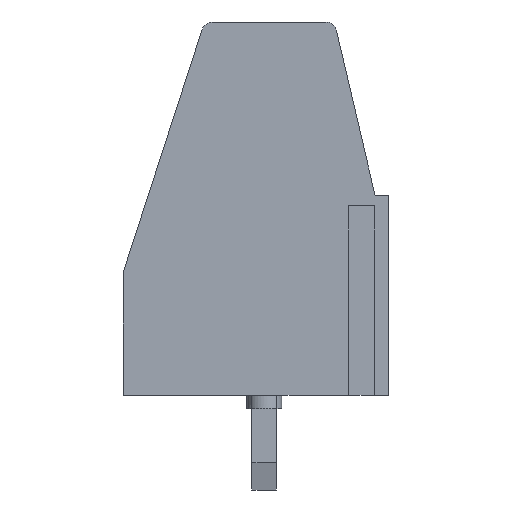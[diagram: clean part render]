
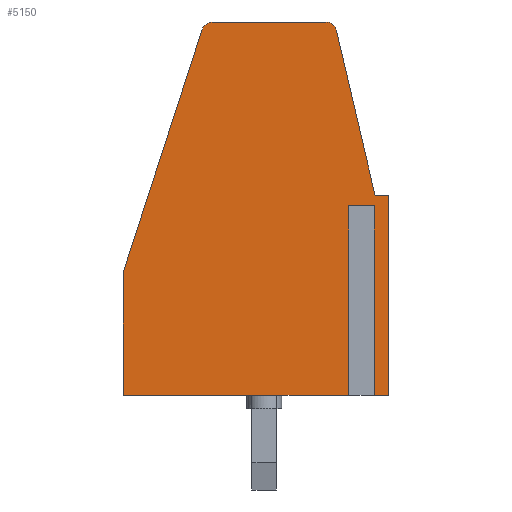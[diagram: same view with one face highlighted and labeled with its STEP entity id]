
A CAD part, left-side view. The second image highlights one B-rep face of the part: STEP entity #5150.
In plain terms, the highlighted face is planar.
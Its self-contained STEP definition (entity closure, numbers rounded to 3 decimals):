
#800=CARTESIAN_POINT('',(-53.73,39.429,-7.5));
#810=VERTEX_POINT('',#800);
#840=CARTESIAN_POINT('',(0.,39.429,-7.5));
#850=DIRECTION('',(1.,0.,0.));
#860=VECTOR('',#850,1.);
#870=LINE('',#840,#860);
#880=CARTESIAN_POINT('',(-62.26,39.429,-7.5));
#890=VERTEX_POINT('',#880);
#900=EDGE_CURVE('',#890,#810,#870,.T.);
#1440=CARTESIAN_POINT('',(-62.799,39.429,-7.5));
#1450=VERTEX_POINT('',#1440);
#1480=CARTESIAN_POINT('',(-63.53,39.429,-7.5));
#1490=VERTEX_POINT('',#1480);
#1500=EDGE_CURVE('',#1490,#1450,#870,.T.);
#4200=CARTESIAN_POINT('',(0.,0.,-7.5));
#4210=DIRECTION('',(0.,0.,1.));
#4220=DIRECTION('',(1.,0.,0.));
#4230=AXIS2_PLACEMENT_3D('',#4200,#4210,#4220);
#4240=PLANE('',#4230);
#4250=CARTESIAN_POINT('',(0.,53.229,-7.5));
#4260=DIRECTION('',(1.,0.,0.));
#4270=VECTOR('',#4260,1.);
#4280=LINE('',#4250,#4270);
#4290=CARTESIAN_POINT('',(-61.212,53.229,-7.5));
#4300=VERTEX_POINT('',#4290);
#4310=CARTESIAN_POINT('',(-57.02,53.229,-7.5));
#4320=VERTEX_POINT('',#4310);
#4330=EDGE_CURVE('',#4300,#4320,#4280,.T.);
#4340=ORIENTED_EDGE('',*,*,#4330,.T.);
#4350=CARTESIAN_POINT('',(-61.212,52.829,-7.5));
#4360=DIRECTION('',(0.,0.,1.));
#4370=DIRECTION('',(1.,0.,0.));
#4380=AXIS2_PLACEMENT_3D('',#4350,#4360,#4370);
#4390=CIRCLE('',#4380,0.4);
#4400=CARTESIAN_POINT('',(-61.602,52.92,-7.5));
#4410=VERTEX_POINT('',#4400);
#4420=EDGE_CURVE('',#4300,#4410,#4390,.T.);
#4430=ORIENTED_EDGE('',*,*,#4420,.F.);
#4440=CARTESIAN_POINT('',(-74.005,0.,-7.5));
#4450=DIRECTION('',(0.228,0.974,0.));
#4460=VECTOR('',#4450,1.);
#4470=LINE('',#4440,#4460);
#4480=CARTESIAN_POINT('',(-63.03,46.829,-7.5));
#4490=VERTEX_POINT('',#4480);
#4500=EDGE_CURVE('',#4490,#4410,#4470,.T.);
#4510=ORIENTED_EDGE('',*,*,#4500,.T.);
#4520=CARTESIAN_POINT('',(0.,46.829,-7.5));
#4530=DIRECTION('',(-1.,0.,0.));
#4540=VECTOR('',#4530,1.);
#4550=LINE('',#4520,#4540);
#4560=CARTESIAN_POINT('',(-63.53,46.829,-7.5));
#4570=VERTEX_POINT('',#4560);
#4580=EDGE_CURVE('',#4490,#4570,#4550,.T.);
#4590=ORIENTED_EDGE('',*,*,#4580,.F.);
#4600=CARTESIAN_POINT('',(-63.53,0.,-7.5));
#4610=DIRECTION('',(0.,-1.,0.));
#4620=VECTOR('',#4610,1.);
#4630=LINE('',#4600,#4620);
#4640=EDGE_CURVE('',#4570,#1490,#4630,.T.);
#4650=ORIENTED_EDGE('',*,*,#4640,.F.);
#4660=ORIENTED_EDGE('',*,*,#1500,.F.);
#4670=CARTESIAN_POINT('',(-62.799,0.,-7.5));
#4680=DIRECTION('',(0.,1.,0.));
#4690=VECTOR('',#4680,1.);
#4700=LINE('',#4670,#4690);
#4710=CARTESIAN_POINT('',(-62.799,46.429,-7.5));
#4720=VERTEX_POINT('',#4710);
#4730=EDGE_CURVE('',#1450,#4720,#4700,.T.);
#4740=ORIENTED_EDGE('',*,*,#4730,.F.);
#4750=CARTESIAN_POINT('',(0.,46.429,-7.5));
#4760=DIRECTION('',(-1.,0.,0.));
#4770=VECTOR('',#4760,1.);
#4780=LINE('',#4750,#4770);
#4790=CARTESIAN_POINT('',(-62.26,46.429,-7.5));
#4800=VERTEX_POINT('',#4790);
#4810=EDGE_CURVE('',#4800,#4720,#4780,.T.);
#4820=ORIENTED_EDGE('',*,*,#4810,.T.);
#4830=CARTESIAN_POINT('',(-62.26,0.,-7.5));
#4840=DIRECTION('',(0.,-1.,0.));
#4850=VECTOR('',#4840,1.);
#4860=LINE('',#4830,#4850);
#4870=EDGE_CURVE('',#4800,#890,#4860,.T.);
#4880=ORIENTED_EDGE('',*,*,#4870,.F.);
#4890=ORIENTED_EDGE('',*,*,#900,.F.);
#4900=CARTESIAN_POINT('',(-53.73,0.,-7.5));
#4910=DIRECTION('',(0.,-1.,0.));
#4920=VECTOR('',#4910,1.);
#4930=LINE('',#4900,#4920);
#4940=CARTESIAN_POINT('',(-53.73,43.996,-7.5));
#4950=VERTEX_POINT('',#4940);
#4960=EDGE_CURVE('',#4950,#810,#4930,.T.);
#4970=ORIENTED_EDGE('',*,*,#4960,.T.);
#4980=CARTESIAN_POINT('',(-39.434,0.,-7.5));
#4990=DIRECTION('',(0.309,-0.951,0.));
#5000=VECTOR('',#4990,1.);
#5010=LINE('',#4980,#5000);
#5020=CARTESIAN_POINT('',(-56.64,52.953,-7.5));
#5030=VERTEX_POINT('',#5020);
#5040=EDGE_CURVE('',#5030,#4950,#5010,.T.);
#5050=ORIENTED_EDGE('',*,*,#5040,.T.);
#5060=CARTESIAN_POINT('',(-57.02,52.829,-7.5));
#5070=DIRECTION('',(0.,0.,1.));
#5080=DIRECTION('',(1.,0.,0.));
#5090=AXIS2_PLACEMENT_3D('',#5060,#5070,#5080);
#5100=CIRCLE('',#5090,0.4);
#5110=EDGE_CURVE('',#5030,#4320,#5100,.T.);
#5120=ORIENTED_EDGE('',*,*,#5110,.F.);
#5130=EDGE_LOOP('',(#5120,#5050,#4970,#4890,#4880,#4820,#4740,#4660,
#4650,#4590,#4510,#4430,#4340));
#5140=FACE_OUTER_BOUND('',#5130,.T.);
#5150=ADVANCED_FACE('',(#5140),#4240,.F.);
